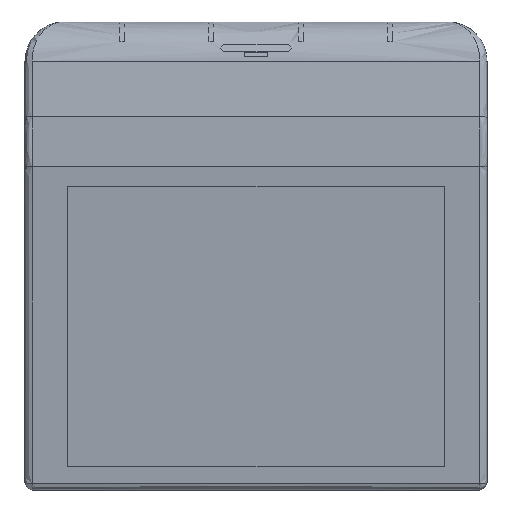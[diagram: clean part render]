
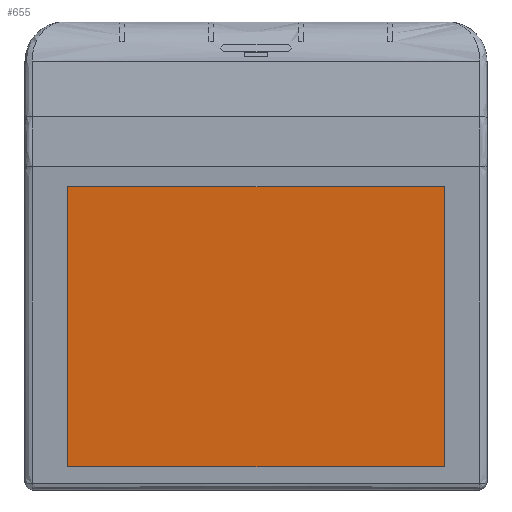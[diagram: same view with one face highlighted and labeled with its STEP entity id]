
A CAD part, top view. The second image highlights one B-rep face of the part: STEP entity #655.
In plain terms, the highlighted planar face has unit normal (0, -0.087, 0.996).
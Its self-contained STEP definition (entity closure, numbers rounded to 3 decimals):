
#655=ADVANCED_FACE('',(#1180),#8592,.T.);
#1180=FACE_OUTER_BOUND('',#1746,.T.);
#1746=EDGE_LOOP('',(#4167,#4168,#4169,#4170));
#4167=ORIENTED_EDGE('',*,*,#5692,.T.);
#4168=ORIENTED_EDGE('',*,*,#5693,.T.);
#4169=ORIENTED_EDGE('',*,*,#5694,.T.);
#4170=ORIENTED_EDGE('',*,*,#5695,.T.);
#5692=EDGE_CURVE('',#8016,#8015,#7059,.T.);
#5693=EDGE_CURVE('',#8015,#8017,#7060,.T.);
#5694=EDGE_CURVE('',#8017,#8018,#7061,.T.);
#5695=EDGE_CURVE('',#8018,#8016,#7062,.T.);
#7059=B_SPLINE_CURVE_WITH_KNOTS('',1,(#16540,#16541),.UNSPECIFIED.,.F.,
 .F.,(2,2),(0.,158.),.UNSPECIFIED.);
#7060=B_SPLINE_CURVE_WITH_KNOTS('',1,(#16542,#16543),.UNSPECIFIED.,.F.,
 .F.,(2,2),(158.,276.),.UNSPECIFIED.);
#7061=B_SPLINE_CURVE_WITH_KNOTS('',1,(#16544,#16545),.UNSPECIFIED.,.F.,
 .F.,(2,2),(276.,434.),.UNSPECIFIED.);
#7062=B_SPLINE_CURVE_WITH_KNOTS('',1,(#16546,#16547),.UNSPECIFIED.,.F.,
 .F.,(2,2),(434.,552.),.UNSPECIFIED.);
#8015=VERTEX_POINT('',#16516);
#8016=VERTEX_POINT('',#16517);
#8017=VERTEX_POINT('',#16518);
#8018=VERTEX_POINT('',#16519);
#8592=PLANE('',#8949);
#8949=AXIS2_PLACEMENT_3D('',#16505,#9291,$);
#9291=DIRECTION('',(0.,-0.087,0.996));
#16505=CARTESIAN_POINT('',(18.,9.843,11.46));
#16516=CARTESIAN_POINT('',(176.,9.843,11.46));
#16517=CARTESIAN_POINT('',(18.,9.843,11.46));
#16518=CARTESIAN_POINT('',(176.,127.394,21.744));
#16519=CARTESIAN_POINT('',(18.,127.394,21.744));
#16540=CARTESIAN_POINT('',(18.,9.843,11.46));
#16541=CARTESIAN_POINT('',(176.,9.843,11.46));
#16542=CARTESIAN_POINT('',(176.,9.843,11.46));
#16543=CARTESIAN_POINT('',(176.,127.394,21.744));
#16544=CARTESIAN_POINT('',(176.,127.394,21.744));
#16545=CARTESIAN_POINT('',(18.,127.394,21.744));
#16546=CARTESIAN_POINT('',(18.,127.394,21.744));
#16547=CARTESIAN_POINT('',(18.,9.843,11.46));
